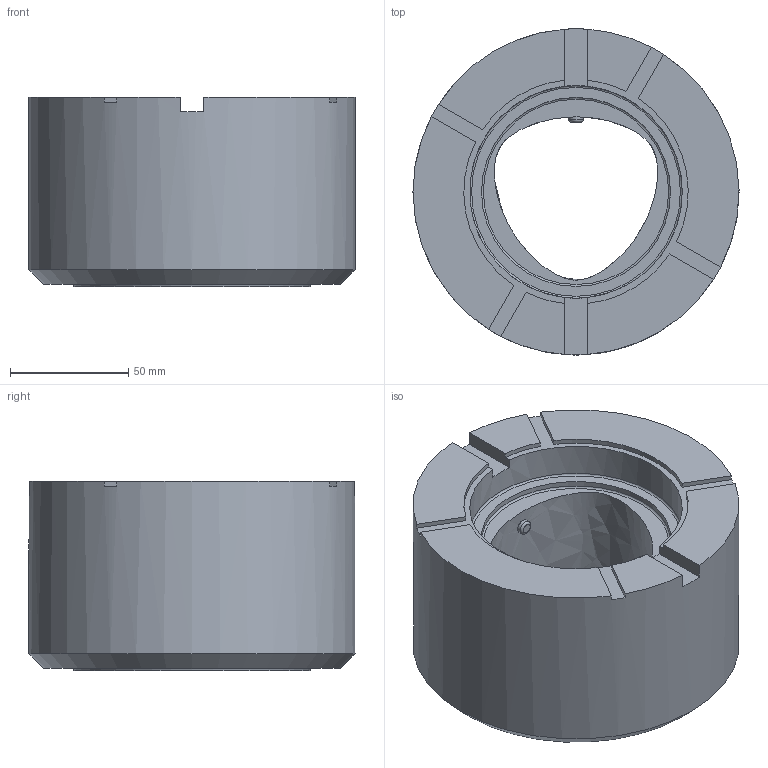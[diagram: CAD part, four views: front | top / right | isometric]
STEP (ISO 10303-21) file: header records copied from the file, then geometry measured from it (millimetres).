
FILE_DESCRIPTION(/* description */ (''),/* implementation_level */ '2;1');
FILE_NAME(/* name */ '1657279255786.stp',/* time_stamp */ '2022-07-08T13:20:58+02:00',/* author */ (''),/* organization */ ('SMS'),/* preprocessor_version */ 'ST-DEVELOPER v16.7',/* originating_system */ 'SIEMENS PLM Software NX 12.0',/* authorisation */ '');
FILE_SCHEMA (('AUTOMOTIVE_DESIGN { 1 0 10303 214 3 1 1 1 }'));
Length unit declared in the file: millimetre
Products named in the file (1): 204225260mod000_00
Bounding box: 138 x 138 x 80 mm (x, y, z)
Volume: 824622.8 mm3; surface area: 74319.5 mm2
Topology: 1 solids, 1 shells, 52 faces, 137 edges, 93 vertices
Faces by surface type: plane 31, cylinder 13, torus 4, cone 2, bspline 2
Full cylindrical faces by diameter (mm): 6 x1, 80 x1, 90 x1, 100 x1, 138 x1
Entity records: 5438 total; most frequent: CARTESIAN_POINT 4180, DIRECTION 256, ORIENTED_EDGE 230, EDGE_CURVE 115, AXIS2_PLACEMENT_3D 100, VERTEX_POINT 82, EDGE_LOOP 71, LINE 56
